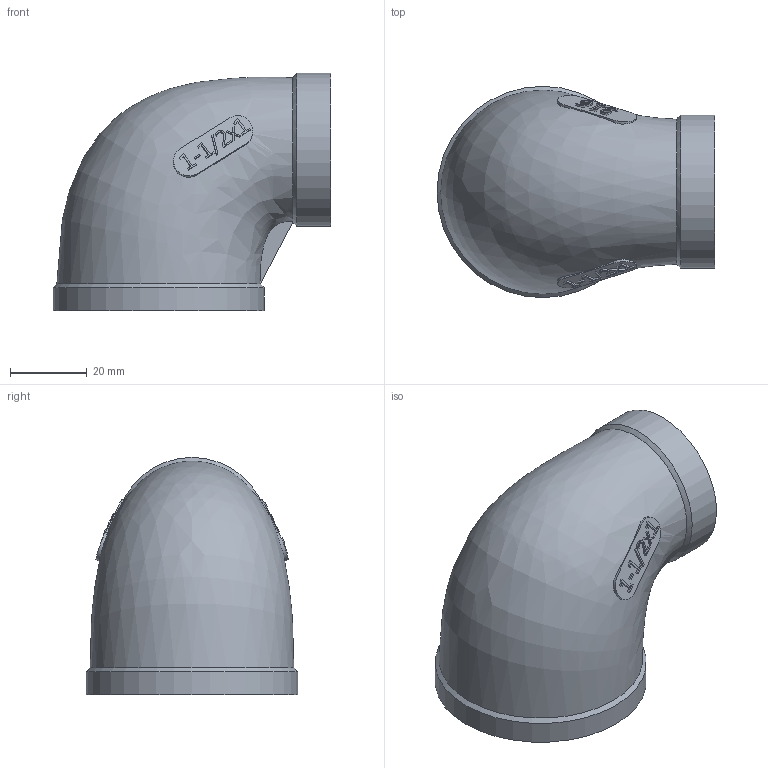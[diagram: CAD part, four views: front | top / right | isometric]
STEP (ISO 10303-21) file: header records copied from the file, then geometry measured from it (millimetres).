
FILE_DESCRIPTION(/* description */ ('Unknown'),/* implementation_level */ '2;1');
FILE_NAME(/* name */ 'R304-1-1_2x1',/* time_stamp */ '2021-10-14T17:08:46+08:00',/* author */ ('Unknown'),/* organization */ ('Unknown'),/* preprocessor_version */ 'ST-DEVELOPER v16.7',/* originating_system */ 'DEX',/* authorisation */ $);
FILE_SCHEMA (('AUTOMOTIVE_DESIGN {1 0 10303 214 3 1 1}'));
Length unit declared in the file: millimetre
Products named in the file (1): R304-1-1_2x1
Bounding box: 72.6 x 55.2 x 61.95 mm (x, y, z)
Volume: 45011 mm3; surface area: 22708 mm2
Topology: 1 solids, 1 shells, 135 faces, 357 edges, 237 vertices
Faces by surface type: plane 96, bspline 35, cylinder 2, cone 2
Full cylindrical faces by diameter (mm): 39.9 x1, 55.2 x1
Entity records: 7271 total; most frequent: CARTESIAN_POINT 4366, ORIENTED_EDGE 638, DIRECTION 474, EDGE_CURVE 319, LINE 248, VECTOR 248, VERTEX_POINT 214, EDGE_LOOP 147
